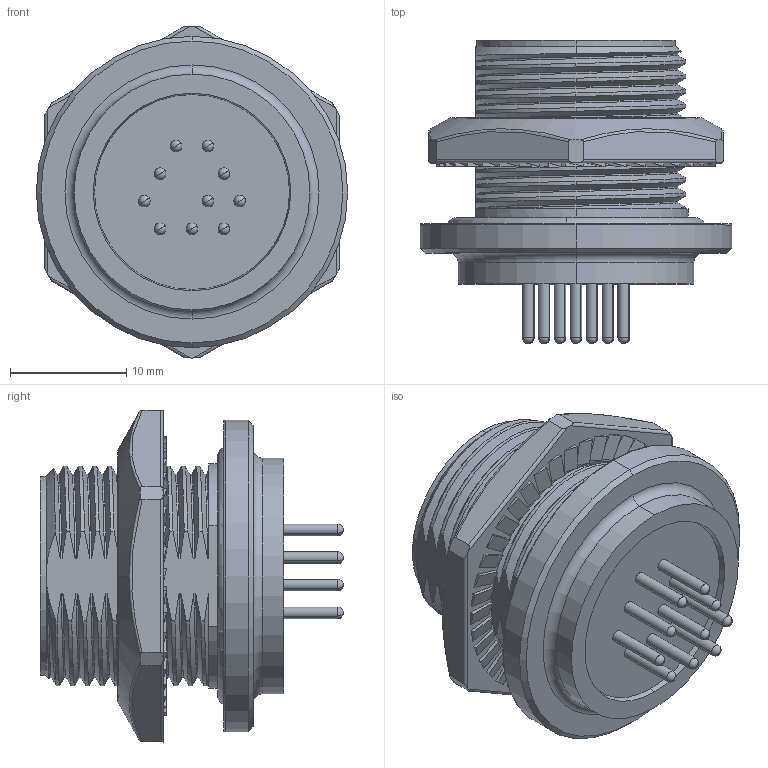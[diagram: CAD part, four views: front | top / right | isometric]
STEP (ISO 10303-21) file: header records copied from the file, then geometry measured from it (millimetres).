
FILE_DESCRIPTION (( 'STEP AP203' ), '1' );
FILE_NAME ('SF4281-10EPG-3ES.STEP', '2016-11-29T23:00:21', ( '' ), ( '' ), 'SwSTEP 2.0', 'SolidWorks 2014', '' );
FILE_SCHEMA (( 'CONFIG_CONTROL_DESIGN' ));
Length unit declared in the file: inch
Products named in the file (1): SF4281-10EPG-3ES
Bounding box: 26.82 x 26.11 x 28.6 mm (x, y, z)
Volume: 5856.2 mm3; surface area: 4944.6 mm2
Topology: 2 solids, 2 shells, 455 faces, 1180 edges, 756 vertices
Faces by surface type: plane 192, cylinder 139, sphere 41, cone 39, bspline 34, torus 10
Entity records: 24963 total; most frequent: CARTESIAN_POINT 14783, ORIENTED_EDGE 2194, DIRECTION 1929, EDGE_CURVE 1097, VERTEX_POINT 714, AXIS2_PLACEMENT_3D 663, VECTOR 603, LINE 603
